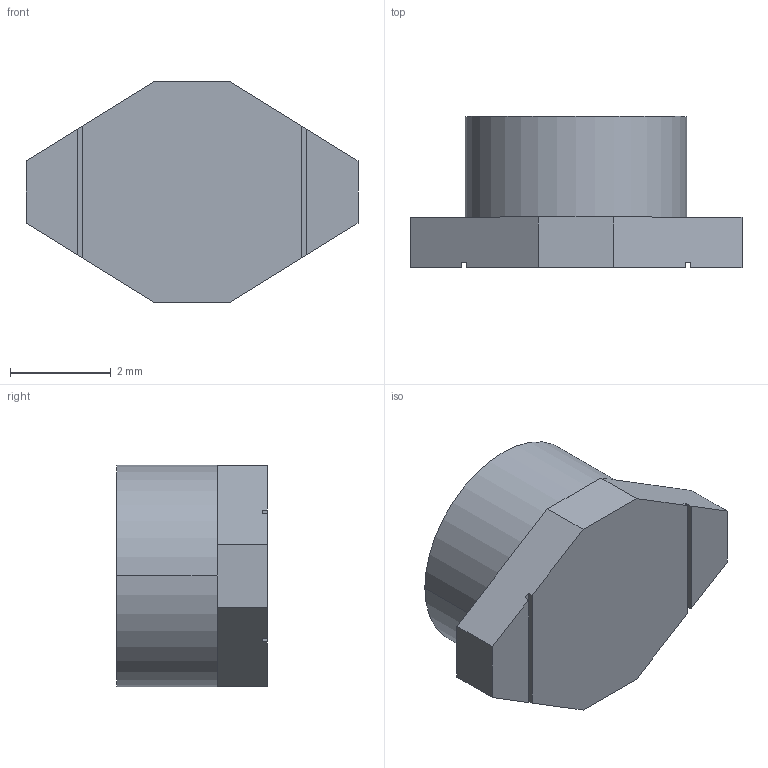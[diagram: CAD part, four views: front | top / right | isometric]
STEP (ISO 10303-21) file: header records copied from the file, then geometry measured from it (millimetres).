
FILE_DESCRIPTION((''),'2;1');
FILE_NAME('PM1608S','2012-08-14T',('ryans'),('Bourns, Inc.'),'PRO/ENGINEER BY PARAMETRIC TECHNOLOGY CORPORATION, 2010100','PRO/ENGINEER BY PARAMETRIC TECHNOLOGY CORPORATION, 2010100','');
FILE_SCHEMA(('CONFIG_CONTROL_DESIGN'));
Length unit declared in the file: millimetre
Products named in the file (1): PM1608S
Bounding box: 6.6 x 3 x 4.4 mm (x, y, z)
Volume: 48 mm3; surface area: 132.7 mm2
Topology: 1 solids, 1 shells, 28 faces, 70 edges, 46 vertices
Faces by surface type: plane 22, cylinder 6
Entity records: 870 total; most frequent: CARTESIAN_POINT 144, DIRECTION 140, ORIENTED_EDGE 140, EDGE_CURVE 70, VECTOR 56, LINE 56, VERTEX_POINT 46, AXIS2_PLACEMENT_3D 42
